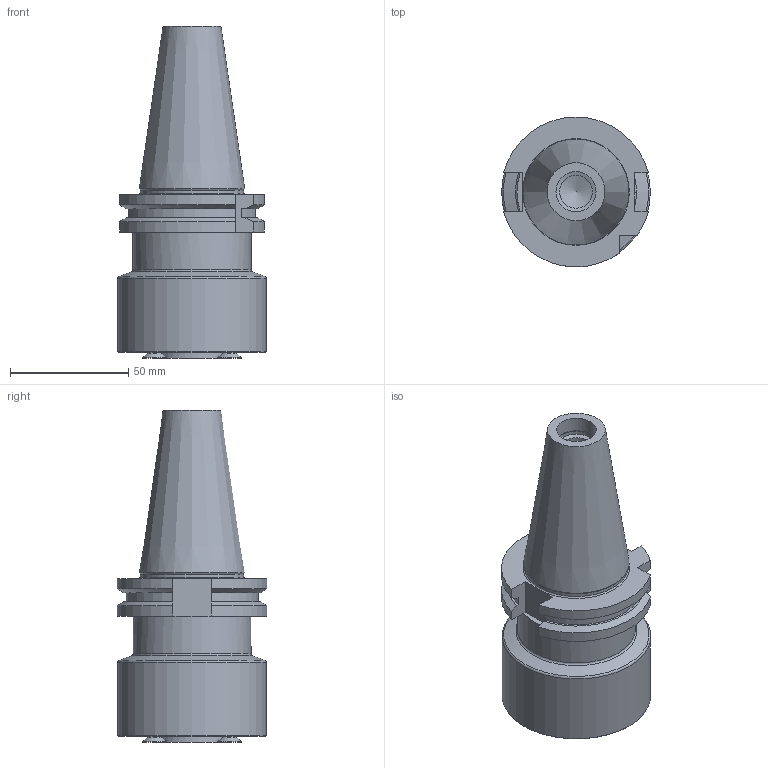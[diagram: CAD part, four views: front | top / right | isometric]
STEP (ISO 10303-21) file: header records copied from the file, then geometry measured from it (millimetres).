
FILE_DESCRIPTION(/* description */ ('3-D model version:1'),/* implementation_level */ '2;1');
FILE_NAME(/* name */ 'I40-X32-063-070',/* time_stamp */ '2016-12-02T14:03:04',/* author */ ('CappDp'),/* organization */ ('AB Sandvik Coromant'),/* preprocessor_version */ 'ST-DEVELOPER v15',/* originating_system */ 'SIEMENS PLM Software NX 8.5',/* authorization */ '');
FILE_SCHEMA(('AUTOMOTIVE_DESIGN'));
Length unit declared in the file: millimetre
Products named in the file (1): 3457_1_3D
Bounding box: 63 x 63.49 x 140.65 mm (x, y, z)
Volume: 246744.7 mm3; surface area: 30811.2 mm2
Topology: 1 solids, 1 shells, 70 faces, 170 edges, 107 vertices
Faces by surface type: plane 26, cylinder 24, cone 17, torus 3
Full cylindrical faces by diameter (mm): 5.994 x4, 10 x4, 14 x1, 17.009 x1, 17.409 x1, 31.992 x1, 44 x1, 50 x1, 63 x1
Entity records: 1934 total; most frequent: CARTESIAN_POINT 351, DIRECTION 330, ORIENTED_EDGE 262, AXIS2_PLACEMENT_3D 137, EDGE_CURVE 131, EDGE_LOOP 104, VERTEX_POINT 98, ADVANCED_FACE 70
